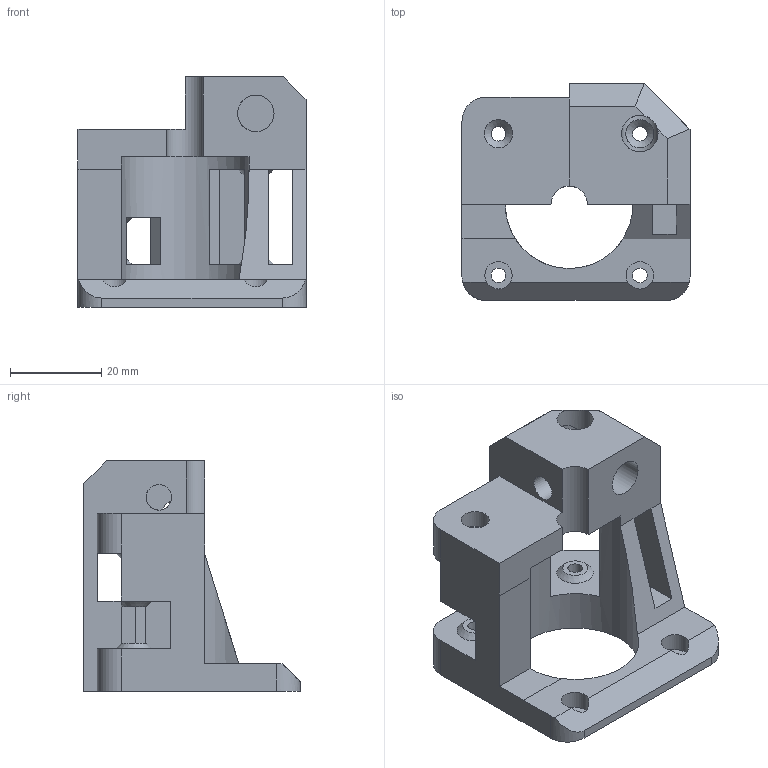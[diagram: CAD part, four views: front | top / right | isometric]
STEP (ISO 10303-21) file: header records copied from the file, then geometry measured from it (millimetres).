
FILE_DESCRIPTION(('FreeCAD Model'),'2;1');
FILE_NAME('Open CASCADE Shape Model','2024-09-25T10:29:44',('Author'),( ''),'Open CASCADE STEP processor 7.6','FreeCAD','Unknown');
FILE_SCHEMA(('AUTOMOTIVE_DESIGN { 1 0 10303 214 1 1 1 1 }'));
Length unit declared in the file: millimetre
Products named in the file (1): Pocket078
Bounding box: 50 x 47.5 x 50.5 mm (x, y, z)
Volume: 34474.5 mm3; surface area: 15249.1 mm2
Topology: 1 solids, 1 shells, 95 faces, 266 edges, 173 vertices
Faces by surface type: plane 59, cylinder 25, cone 11
Full cylindrical faces by diameter (mm): 3.2 x6, 4.2 x4, 5.6 x2, 6 x2, 6.2 x2, 8 x2, 28 x1
Entity records: 3439 total; most frequent: CARTESIAN_POINT 879, ORIENTED_EDGE 532, DIRECTION 523, EDGE_CURVE 266, AXIS2_PLACEMENT_3D 185, VERTEX_POINT 173, LINE 153, VECTOR 153
